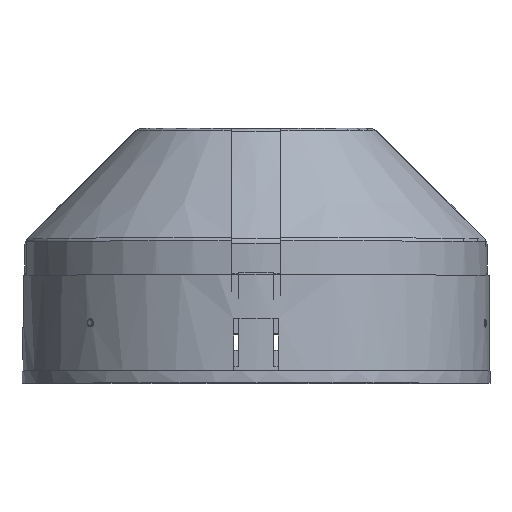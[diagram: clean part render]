
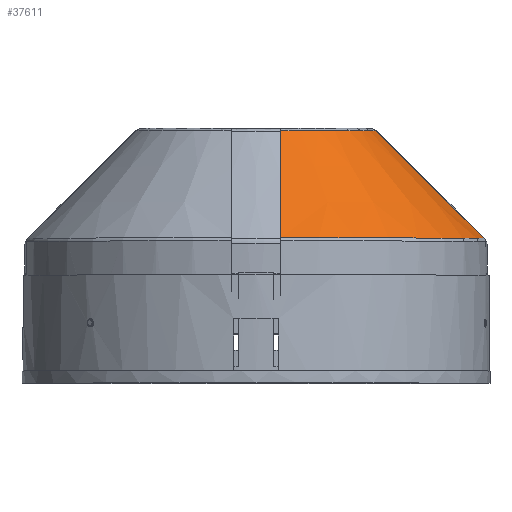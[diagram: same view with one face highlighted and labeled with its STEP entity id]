
A CAD part, top view. The second image highlights one B-rep face of the part: STEP entity #37611.
In plain terms, the highlighted conical face has half-angle 45 degrees and reference radius 43.058 mm.
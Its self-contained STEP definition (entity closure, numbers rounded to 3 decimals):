
#10220=CARTESIAN_POINT('',(55.899,35.569,6.1));
#10221=CARTESIAN_POINT('',(54.701,36.76,6.1));
#10222=CARTESIAN_POINT('',(52.43,39.017,6.1));
#10223=CARTESIAN_POINT('',(49.417,42.008,6.1));
#10224=CARTESIAN_POINT('',(46.734,44.67,6.1));
#10225=CARTESIAN_POINT('',(44.339,47.044,6.1));
#10226=CARTESIAN_POINT('',(42.187,49.174,6.1));
#10227=CARTESIAN_POINT('',(40.271,51.07,6.1));
#10228=CARTESIAN_POINT('',(38.587,52.734,6.1));
#10229=CARTESIAN_POINT('',(37.105,54.198,6.1));
#10230=CARTESIAN_POINT('',(35.752,55.532,6.1));
#10231=CARTESIAN_POINT('',(34.468,56.797,6.1));
#10232=CARTESIAN_POINT('',(33.177,58.067,6.1));
#10233=CARTESIAN_POINT('',(31.868,59.354,6.1));
#10234=CARTESIAN_POINT('',(30.556,60.642,6.1));
#10235=CARTESIAN_POINT('',(29.689,61.491,6.1));
#10236=CARTESIAN_POINT('',(29.257,61.914,6.1));
#10292=CARTESIAN_POINT('',(0.,35.569,0.));
#10293=DIRECTION('',(0.,1.,0.));
#10294=DIRECTION('',(0.108,0.,0.994));
#10295=AXIS2_PLACEMENT_3D('',#10292,#10293,#10294);
#10375=CARTESIAN_POINT('',(6.1,61.918,29.252));
#10376=CARTESIAN_POINT('',(6.1,61.29,29.893));
#10377=CARTESIAN_POINT('',(6.1,59.988,31.223));
#10378=CARTESIAN_POINT('',(6.1,57.914,33.333));
#10379=CARTESIAN_POINT('',(6.1,55.652,35.63));
#10380=CARTESIAN_POINT('',(6.1,53.162,38.154));
#10381=CARTESIAN_POINT('',(6.1,50.396,40.953));
#10382=CARTESIAN_POINT('',(6.1,47.321,44.06));
#10383=CARTESIAN_POINT('',(6.1,43.892,47.519));
#10384=CARTESIAN_POINT('',(6.1,40.037,51.404));
#10385=CARTESIAN_POINT('',(6.1,37.113,54.345));
#10386=CARTESIAN_POINT('',(6.1,35.568,55.898));
#15986=CARTESIAN_POINT('',(0.,61.914,0.));
#15987=DIRECTION('',(0.,-1.,0.));
#15988=DIRECTION('',(0.979,0.,0.204));
#15989=AXIS2_PLACEMENT_3D('',#15986,#15987,#15988);
#17791=CARTESIAN_POINT('',(6.1,35.569,55.899));
#17792=CARTESIAN_POINT('',(55.899,35.569,6.1));
#17793=VERTEX_POINT('',#17791);
#17794=VERTEX_POINT('',#17792);
#17795=VERTEX_POINT('',#10375);
#17796=CARTESIAN_POINT('',(29.257,61.914,6.1));
#17797=VERTEX_POINT('',#17796);
#37600=CARTESIAN_POINT('',(0.,48.742,0.));
#37601=DIRECTION('',(0.,-1.,0.));
#37602=DIRECTION('',(-1.,0.,0.));
#37603=AXIS2_PLACEMENT_3D('',#37600,#37601,#37602);
#37604=CONICAL_SURFACE('',#37603,43.058,45.);
#37605=ORIENTED_EDGE('',*,*,#31384,.F.);
#37606=ORIENTED_EDGE('',*,*,#31435,.F.);
#37607=ORIENTED_EDGE('',*,*,#37585,.F.);
#37608=ORIENTED_EDGE('',*,*,#31334,.F.);
#37609=EDGE_LOOP('',(#37605,#37606,#37607,#37608));
#37610=FACE_OUTER_BOUND('',#37609,.F.);
#37611=ADVANCED_FACE('',(#37610),#37604,.T.);
#10237=B_SPLINE_CURVE_WITH_KNOTS('',3,(#10220,#10221,#10222,#10223,#10224,
#10225,#10226,#10227,#10228,#10229,#10230,#10231,#10232,#10233,#10234,#10235,
#10236),.UNSPECIFIED.,.F.,.F.,(4,1,1,1,1,1,1,1,1,1,1,1,1,1,4),(0.,
0.071,0.143,0.214,0.286,
0.357,0.429,0.5,0.571,0.643,
0.714,0.786,0.857,0.929,1.),
.UNSPECIFIED.);
#10296=CIRCLE('',#10295,56.231);
#10387=B_SPLINE_CURVE_WITH_KNOTS('',3,(#10375,#10376,#10377,#10378,#10379,
#10380,#10381,#10382,#10383,#10384,#10385,#10386),.UNSPECIFIED.,.F.,.F.,(4,1,1,
1,1,1,1,1,1,4),(0.,0.111,0.222,0.333,
0.444,0.556,0.667,0.778,
0.889,1.),.UNSPECIFIED.);
#15990=CIRCLE('',#15989,29.886);
#31334=EDGE_CURVE('',#17794,#17797,#10237,.T.);
#31384=EDGE_CURVE('',#17793,#17794,#10296,.T.);
#31435=EDGE_CURVE('',#17795,#17793,#10387,.T.);
#37585=EDGE_CURVE('',#17797,#17795,#15990,.T.);
